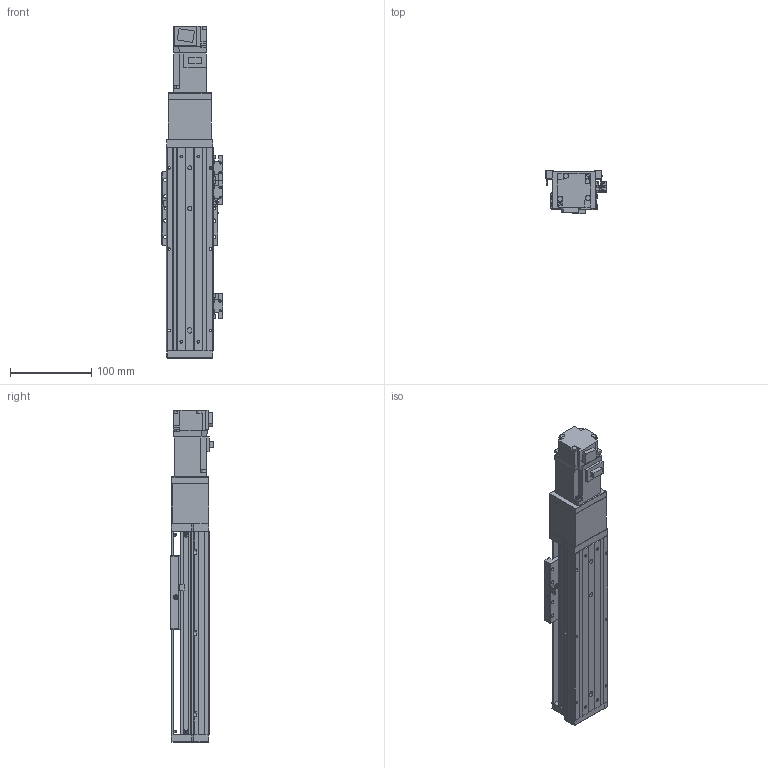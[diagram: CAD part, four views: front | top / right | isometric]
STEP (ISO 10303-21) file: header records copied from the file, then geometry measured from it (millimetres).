
FILE_DESCRIPTION (( 'STEP AP203' ), '1' );
FILE_NAME ('KTHAL50-100-BC-M10-C4L.step', '2022-03-19T08:20:57', ( '微软用户' ), ( '微软中国' ), 'SwSTEP 2.0', 'SolidWorks 2020', '' );
FILE_SCHEMA (( 'CONFIG_CONTROL_DESIGN' ));
Length unit declared in the file: millimetre
Products named in the file (18): CTHA50-006-2_CTHA60-006-2; KTHLA50-002; CTHA60-017; CTHA50-013; KTHA50-004; GBT 70.1-M4×12; HG-KR13（三菱）; KTHA50-005; CTHA60-016; KTHAL50-100-BC-M10-C4L; GB¨uT 70.2-M3¡Á6_M3¡Á6; CTHA60-021; EE_SX911P_R; GBT 70.3-M3℅6; GBT77-2000 M3×3; CTHA50-027; KTHA50-001_250; GBT 70.1-M3℅6
Assembly tree (52 placements, depth 2):
  KTHAL50-100-BC-M10-C4L
    KTHA50-001_250
    KTHLA50-002
    KTHA50-004
    KTHA50-005
    GB¨uT 70.2-M3¡Á6_M3¡Á6  x6
    EE_SX911P_R  x3
    GBT77-2000 M3×3  x6
    GBT 70.1-M3℅6  x6
    CTHA60-017  x3
    GBT 70.1-M4×12  x10
    CTHA60-016  x2
    CTHA60-021  x2
    GBT 70.3-M3℅6  x6
    CTHA50-027
    CTHA50-006-2_CTHA60-006-2
    CTHA50-013
    HG-KR13（三菱）
Bounding box: 75.22 x 53.3 x 408.6 mm (x, y, z)
Volume: 747967.7 mm3; surface area: 200265 mm2
Topology: 55 solids, 55 shells, 2114 faces, 4978 edges, 3044 vertices
Faces by surface type: plane 1196, cylinder 502, cone 312, torus 88, sphere 16
Entity records: 33252 total; most frequent: CARTESIAN_POINT 5402, DIRECTION 5346, ORIENTED_EDGE 5028, EDGE_CURVE 2514, AXIS2_PLACEMENT_3D 1801, LINE 1744, VECTOR 1744, VERTEX_POINT 1577
